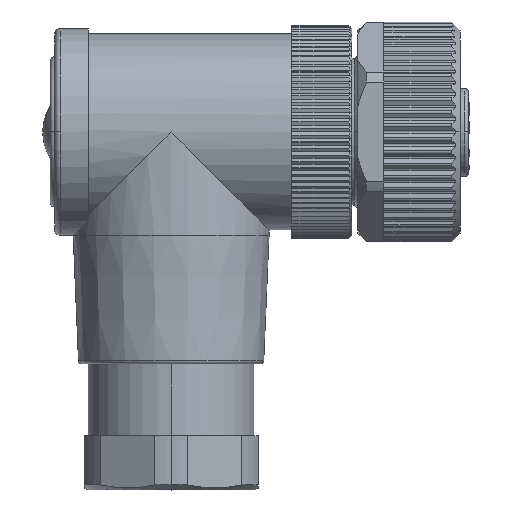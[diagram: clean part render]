
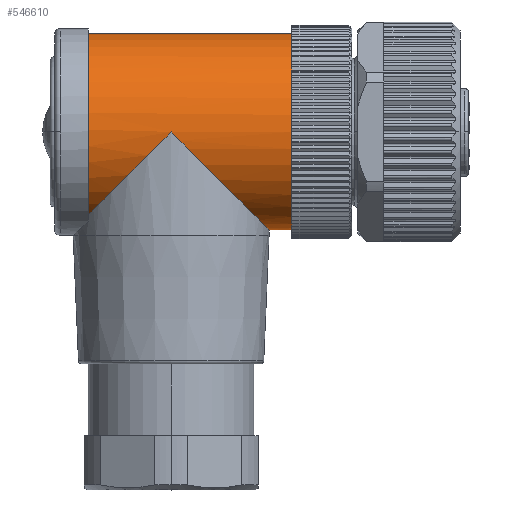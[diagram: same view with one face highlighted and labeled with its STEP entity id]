
A CAD part, top view. The second image highlights one B-rep face of the part: STEP entity #546610.
In plain terms, the highlighted cylindrical face has radius 9 mm (diameter 18 mm), a partial arc.
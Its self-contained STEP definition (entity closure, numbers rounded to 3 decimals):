
#205520=CARTESIAN_POINT('',(16.3,0.,0.));
#205530=DIRECTION('',(1.,0.,0.));
#205540=DIRECTION('',(0.,0.,-1.));
#205550=AXIS2_PLACEMENT_3D('',#205520,#205530,#205540);
#205560=CIRCLE('',#205550,9.);
#205570=CARTESIAN_POINT('',(16.3,0.,-9.));
#205580=VERTEX_POINT('',#205570);
#205590=CARTESIAN_POINT('',(16.3,0.,9.));
#205600=VERTEX_POINT('',#205590);
#205610=EDGE_CURVE('',#205580,#205600,#205560,.T.);
#208770=CARTESIAN_POINT('',(24.,0.,0.));
#208780=DIRECTION('',(1.,0.,0.));
#208790=DIRECTION('',(0.,0.,1.));
#208800=AXIS2_PLACEMENT_3D('',#208770,#208780,#208790);
#208810=CYLINDRICAL_SURFACE('',#208800,9.);
#208820=CARTESIAN_POINT('',(24.,0.,9.));
#208830=DIRECTION('',(1.,0.,0.));
#208840=VECTOR('',#208830,1.);
#208850=LINE('',#208820,#208840);
#208860=CARTESIAN_POINT('',(35.,0.,9.));
#208870=VERTEX_POINT('',#208860);
#208880=EDGE_CURVE('',#205600,#208870,#208850,.T.);
#208900=CARTESIAN_POINT('',(35.,0.,0.));
#208910=DIRECTION('',(1.,0.,0.));
#208920=DIRECTION('',(0.,0.,-1.));
#208930=AXIS2_PLACEMENT_3D('',#208900,#208910,#208920);
#208940=CIRCLE('',#208930,9.);
#209080=CARTESIAN_POINT('',(27.4,0.,0.));
#209090=DIRECTION('',(0.707,0.,-0.707));
#209100=DIRECTION('',(0.707,0.,0.707));
#209110=AXIS2_PLACEMENT_3D('',#209080,#209090,#209100);
#209120=ELLIPSE('',#209110,12.728,9.);
#209130=CARTESIAN_POINT('',(18.4,0.,-9.));
#209140=VERTEX_POINT('',#209130);
#209170=CARTESIAN_POINT('',(24.,0.,-9.));
#209180=DIRECTION('',(1.,0.,0.));
#209190=VECTOR('',#209180,1.);
#209200=LINE('',#209170,#209190);
#209210=EDGE_CURVE('',#205580,#209140,#209200,.T.);
#210170=CARTESIAN_POINT('',(35.,4.821,-7.6));
#210180=VERTEX_POINT('',#210170);
#210210=CARTESIAN_POINT('',(27.4,0.,0.));
#210220=DIRECTION('',(-0.707,0.,-0.707));
#210230=DIRECTION('',(0.707,0.,-0.707));
#210240=AXIS2_PLACEMENT_3D('',#210210,#210220,#210230);
#210250=ELLIPSE('',#210240,12.728,9.);
#210260=CARTESIAN_POINT('',(27.4,9.,0.));
#210270=VERTEX_POINT('',#210260);
#210280=EDGE_CURVE('',#210270,#210180,#210250,.T.);
#210300=EDGE_CURVE('',#209140,#210270,#209120,.T.);
#210650=EDGE_CURVE('',#210180,#208870,#208940,.T.);
#546530=ORIENTED_EDGE('',*,*,#210650,.F.);
#546540=ORIENTED_EDGE('',*,*,#208880,.T.);
#546550=ORIENTED_EDGE('',*,*,#205610,.T.);
#546560=ORIENTED_EDGE('',*,*,#209210,.F.);
#546570=ORIENTED_EDGE('',*,*,#210300,.F.);
#546580=ORIENTED_EDGE('',*,*,#210280,.F.);
#546590=EDGE_LOOP('',(#546580,#546570,#546560,#546550,#546540,#546530));
#546600=FACE_OUTER_BOUND('',#546590,.T.);
#546610=ADVANCED_FACE('',(#546600),#208810,.T.);
